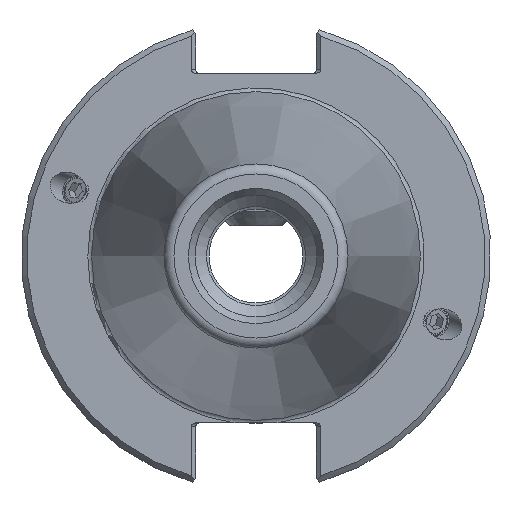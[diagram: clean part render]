
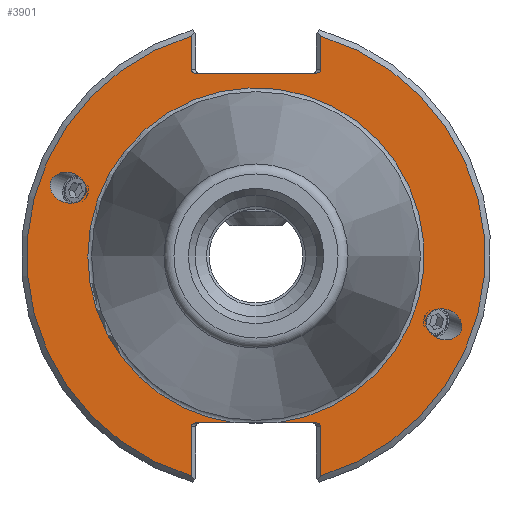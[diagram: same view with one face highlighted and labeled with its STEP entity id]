
A CAD part, left-side view. The second image highlights one B-rep face of the part: STEP entity #3901.
In plain terms, the highlighted planar face has unit normal (-1, 0, 0).
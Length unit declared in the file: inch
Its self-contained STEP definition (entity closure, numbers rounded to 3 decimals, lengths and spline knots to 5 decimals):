
#506=CARTESIAN_POINT('',(0.125,-0.90631,-0.32987));
#507=VERTEX_POINT('',#506);
#508=CARTESIAN_POINT('',(0.125,-0.99889,-0.36357));
#509=DIRECTION('',(1.0,0.,0.));
#510=DIRECTION('',(0.,-0.94,-0.342));
#511=AXIS2_PLACEMENT_3D('',#508,#509,#510);
#512=ELLIPSE('',#511,0.09853,0.08071);
#513=EDGE_CURVE('',#507,#507,#512,.T.);
#586=CARTESIAN_POINT('',(0.125,0.90631,0.32987));
#587=VERTEX_POINT('',#586);
#588=CARTESIAN_POINT('',(0.125,0.99889,0.36357));
#589=DIRECTION('',(1.0,0.,0.));
#590=DIRECTION('',(0.,0.94,0.342));
#591=AXIS2_PLACEMENT_3D('',#588,#589,#590);
#592=ELLIPSE('',#591,0.09853,0.08071);
#593=EDGE_CURVE('',#587,#587,#592,.T.);
#2947=CARTESIAN_POINT('',(0.125,0.345,0.992));
#2948=VERTEX_POINT('',#2947);
#2955=CARTESIAN_POINT('',(0.125,0.31672,0.972));
#2956=VERTEX_POINT('',#2955);
#2957=CARTESIAN_POINT('',(0.125,0.31672,0.992));
#2958=DIRECTION('',(-1.0,0.0,0.0));
#2959=DIRECTION('',(0.0,1.0,0.0));
#2960=AXIS2_PLACEMENT_3D('',#2957,#2958,#2959);
#2961=ELLIPSE('',#2960,0.02828,0.02);
#2962=EDGE_CURVE('',#2948,#2956,#2961,.T.);
#3047=CARTESIAN_POINT('',(0.125,0.345,1.1702));
#3048=VERTEX_POINT('',#3047);
#3055=CARTESIAN_POINT('',(0.125,0.345,1.1702));
#3056=DIRECTION('',(0.0,0.0,-1.0));
#3057=VECTOR('',#3056,0.1782);
#3058=LINE('',#3055,#3057);
#3059=EDGE_CURVE('',#3048,#2948,#3058,.T.);
#3159=CARTESIAN_POINT('',(0.125,-0.31672,0.972));
#3160=VERTEX_POINT('',#3159);
#3167=CARTESIAN_POINT('',(0.125,-0.345,0.992));
#3168=VERTEX_POINT('',#3167);
#3169=CARTESIAN_POINT('',(0.125,-0.31672,0.992));
#3170=DIRECTION('',(-1.0,0.0,0.0));
#3171=DIRECTION('',(0.0,-1.0,0.0));
#3172=AXIS2_PLACEMENT_3D('',#3169,#3170,#3171);
#3173=ELLIPSE('',#3172,0.02828,0.02);
#3174=EDGE_CURVE('',#3160,#3168,#3173,.T.);
#3224=CARTESIAN_POINT('',(0.125,-0.345,1.1702));
#3225=VERTEX_POINT('',#3224);
#3226=CARTESIAN_POINT('',(0.125,-0.345,0.992));
#3227=DIRECTION('',(0.0,0.0,1.0));
#3228=VECTOR('',#3227,0.1782);
#3229=LINE('',#3226,#3228);
#3230=EDGE_CURVE('',#3168,#3225,#3229,.T.);
#3248=CARTESIAN_POINT('',(0.125,-0.345,-0.908));
#3249=VERTEX_POINT('',#3248);
#3250=CARTESIAN_POINT('',(0.125,-0.31672,-0.888));
#3251=VERTEX_POINT('',#3250);
#3252=CARTESIAN_POINT('',(0.125,-0.31672,-0.908));
#3253=DIRECTION('',(-1.0,0.0,0.0));
#3254=DIRECTION('',(0.0,-1.0,0.0));
#3255=AXIS2_PLACEMENT_3D('',#3252,#3253,#3254);
#3256=ELLIPSE('',#3255,0.02828,0.02);
#3257=EDGE_CURVE('',#3249,#3251,#3256,.T.);
#3355=CARTESIAN_POINT('',(0.125,-0.345,-1.1702));
#3356=VERTEX_POINT('',#3355);
#3363=CARTESIAN_POINT('',(0.125,-0.345,-1.1702));
#3364=DIRECTION('',(0.0,0.0,1.0));
#3365=VECTOR('',#3364,0.2622);
#3366=LINE('',#3363,#3365);
#3367=EDGE_CURVE('',#3356,#3249,#3366,.T.);
#3467=CARTESIAN_POINT('',(0.125,0.31672,-0.888));
#3468=VERTEX_POINT('',#3467);
#3475=CARTESIAN_POINT('',(0.125,0.345,-0.908));
#3476=VERTEX_POINT('',#3475);
#3477=CARTESIAN_POINT('',(0.125,0.31672,-0.908));
#3478=DIRECTION('',(-1.0,0.0,0.0));
#3479=DIRECTION('',(0.0,1.0,0.0));
#3480=AXIS2_PLACEMENT_3D('',#3477,#3478,#3479);
#3481=ELLIPSE('',#3480,0.02828,0.02);
#3482=EDGE_CURVE('',#3468,#3476,#3481,.T.);
#3532=CARTESIAN_POINT('',(0.125,0.345,-1.1702));
#3533=VERTEX_POINT('',#3532);
#3534=CARTESIAN_POINT('',(0.125,0.345,-0.908));
#3535=DIRECTION('',(0.0,0.0,-1.0));
#3536=VECTOR('',#3535,0.2622);
#3537=LINE('',#3534,#3536);
#3538=EDGE_CURVE('',#3476,#3533,#3537,.T.);
#3605=CARTESIAN_POINT('',(0.125,0.31672,0.972));
#3606=DIRECTION('',(0.0,-1.0,0.0));
#3607=VECTOR('',#3606,0.63343);
#3608=LINE('',#3605,#3607);
#3609=EDGE_CURVE('',#2956,#3160,#3608,.T.);
#3813=CARTESIAN_POINT('',(0.125,-0.11172,-0.888));
#3814=VERTEX_POINT('',#3813);
#3815=CARTESIAN_POINT('',(0.125,0.11172,-0.888));
#3816=VERTEX_POINT('',#3815);
#3831=CARTESIAN_POINT('',(0.125,0.,0.0));
#3832=DIRECTION('',(-1.0,0.0,0.0));
#3833=DIRECTION('',(0.0,-1.0,0.0));
#3834=AXIS2_PLACEMENT_3D('',#3831,#3832,#3833);
#3835=CIRCLE('',#3834,0.895);
#3836=EDGE_CURVE('',#3814,#3816,#3835,.T.);
#3852=CARTESIAN_POINT('',(0.125,1.0625,0.0));
#3853=DIRECTION('',(-1.0,0.0,0.0));
#3854=DIRECTION('',(0.0,0.0,1.0));
#3855=AXIS2_PLACEMENT_3D('',#3852,#3853,#3854);
#3856=PLANE('',#3855);
#3857=ORIENTED_EDGE('',*,*,#3836,.F.);
#3858=CARTESIAN_POINT('',(0.125,-0.31672,-0.888));
#3859=DIRECTION('',(0.0,1.0,0.0));
#3860=VECTOR('',#3859,0.205);
#3861=LINE('',#3858,#3860);
#3862=EDGE_CURVE('',#3251,#3814,#3861,.T.);
#3863=ORIENTED_EDGE('',*,*,#3862,.F.);
#3864=ORIENTED_EDGE('',*,*,#3257,.F.);
#3865=ORIENTED_EDGE('',*,*,#3367,.F.);
#3866=CARTESIAN_POINT('',(0.125,0.,0.0));
#3867=DIRECTION('',(1.0,0.0,0.0));
#3868=DIRECTION('',(0.0,-1.0,0.0));
#3869=AXIS2_PLACEMENT_3D('',#3866,#3867,#3868);
#3870=CIRCLE('',#3869,1.22);
#3871=EDGE_CURVE('',#3225,#3356,#3870,.T.);
#3872=ORIENTED_EDGE('',*,*,#3871,.F.);
#3873=ORIENTED_EDGE('',*,*,#3230,.F.);
#3874=ORIENTED_EDGE('',*,*,#3174,.F.);
#3875=ORIENTED_EDGE('',*,*,#3609,.F.);
#3876=ORIENTED_EDGE('',*,*,#2962,.F.);
#3877=ORIENTED_EDGE('',*,*,#3059,.F.);
#3878=CARTESIAN_POINT('',(0.125,0.,0.0));
#3879=DIRECTION('',(1.0,0.0,0.0));
#3880=DIRECTION('',(0.0,1.0,0.0));
#3881=AXIS2_PLACEMENT_3D('',#3878,#3879,#3880);
#3882=CIRCLE('',#3881,1.22);
#3883=EDGE_CURVE('',#3533,#3048,#3882,.T.);
#3884=ORIENTED_EDGE('',*,*,#3883,.F.);
#3885=ORIENTED_EDGE('',*,*,#3538,.F.);
#3886=ORIENTED_EDGE('',*,*,#3482,.F.);
#3887=CARTESIAN_POINT('',(0.125,0.11172,-0.888));
#3888=DIRECTION('',(0.0,1.0,0.0));
#3889=VECTOR('',#3888,0.205);
#3890=LINE('',#3887,#3889);
#3891=EDGE_CURVE('',#3816,#3468,#3890,.T.);
#3892=ORIENTED_EDGE('',*,*,#3891,.F.);
#3893=EDGE_LOOP('',(#3857,#3863,#3864,#3865,#3872,#3873,#3874,#3875,#3876,#3877,#3884,#3885,#3886,#3892));
#3894=FACE_OUTER_BOUND('',#3893,.T.);
#3895=ORIENTED_EDGE('',*,*,#513,.T.);
#3896=EDGE_LOOP('',(#3895));
#3897=FACE_BOUND('',#3896,.T.);
#3898=ORIENTED_EDGE('',*,*,#593,.T.);
#3899=EDGE_LOOP('',(#3898));
#3900=FACE_BOUND('',#3899,.T.);
#3901=ADVANCED_FACE('',(#3894,#3897,#3900),#3856,.T.);
